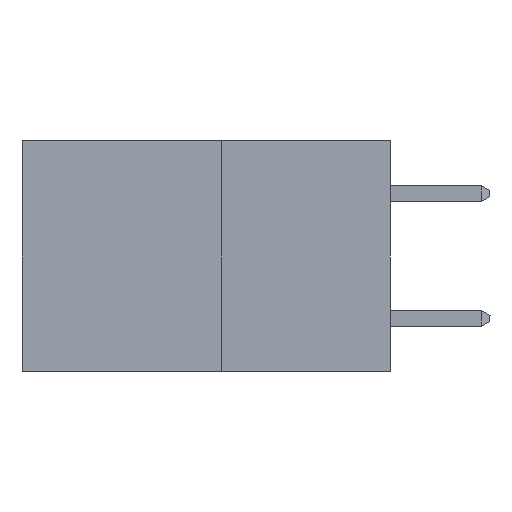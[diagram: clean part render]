
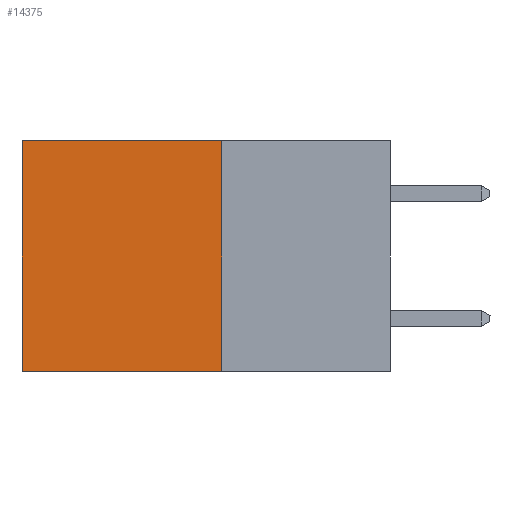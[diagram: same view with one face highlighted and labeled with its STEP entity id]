
A CAD part, left-side view. The second image highlights one B-rep face of the part: STEP entity #14375.
In plain terms, the highlighted planar face has unit normal (-1, 0, 0).
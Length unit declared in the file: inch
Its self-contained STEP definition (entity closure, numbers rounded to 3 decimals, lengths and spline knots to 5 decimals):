
#338 = LINE ( 'NONE', #13429, #5878 ) ;
#572 = VECTOR ( 'NONE', #29689, 39.37008 ) ;
#1301 = CARTESIAN_POINT ( 'NONE',  ( 0.277, 0.59, 0. ) ) ;
#1318 = LINE ( 'NONE', #29881, #572 ) ;
#3961 = DIRECTION ( 'NONE',  ( 0., 1., 0. ) ) ;
#5878 = VECTOR ( 'NONE', #3961, 39.37008 ) ;
#6123 = LINE ( 'NONE', #12543, #13171 ) ;
#7712 = CARTESIAN_POINT ( 'NONE',  ( 0.277, 0.27, -0.37 ) ) ;
#8039 = EDGE_CURVE ( 'NONE', #13752, #8260, #1318, .T. ) ;
#8260 = VERTEX_POINT ( 'NONE', #25132 ) ;
#8792 = EDGE_CURVE ( 'NONE', #25712, #8260, #6123, .T. ) ;
#10581 = VECTOR ( 'NONE', #26056, 39.37008 ) ;
#11768 = EDGE_CURVE ( 'NONE', #12650, #25712, #338, .T. ) ;
#11976 = CARTESIAN_POINT ( 'NONE',  ( 0.277, 0.27, -0.37 ) ) ;
#12486 = PLANE ( 'NONE',  #12729 ) ;
#12502 = DIRECTION ( 'NONE',  ( 0., 0., -1. ) ) ;
#12543 = CARTESIAN_POINT ( 'NONE',  ( 0.277, 0.59, -0.37 ) ) ;
#12650 = VERTEX_POINT ( 'NONE', #27559 ) ;
#12729 = AXIS2_PLACEMENT_3D ( 'NONE', #7712, #29016, #14866 ) ;
#13171 = VECTOR ( 'NONE', #12502, 39.37008 ) ;
#13429 = CARTESIAN_POINT ( 'NONE',  ( 0.277, 0.27, 0. ) ) ;
#13752 = VERTEX_POINT ( 'NONE', #24455 ) ;
#14375 = ADVANCED_FACE ( 'NONE', ( #15868 ), #12486, .F. ) ;
#14866 = DIRECTION ( 'NONE',  ( 0., 0., -1. ) ) ;
#15868 = FACE_OUTER_BOUND ( 'NONE', #17781, .T. ) ;
#16234 = EDGE_CURVE ( 'NONE', #12650, #13752, #21736, .T. ) ;
#17781 = EDGE_LOOP ( 'NONE', ( #28610, #17966, #21959, #23675 ) ) ;
#17966 = ORIENTED_EDGE ( 'NONE', *, *, #8039, .F. ) ;
#21736 = LINE ( 'NONE', #11976, #10581 ) ;
#21959 = ORIENTED_EDGE ( 'NONE', *, *, #16234, .F. ) ;
#23675 = ORIENTED_EDGE ( 'NONE', *, *, #11768, .T. ) ;
#24455 = CARTESIAN_POINT ( 'NONE',  ( 0.277, 0.27, -0.37 ) ) ;
#25132 = CARTESIAN_POINT ( 'NONE',  ( 0.277, 0.59, -0.37 ) ) ;
#25712 = VERTEX_POINT ( 'NONE', #1301 ) ;
#26056 = DIRECTION ( 'NONE',  ( 0., 0., -1. ) ) ;
#27559 = CARTESIAN_POINT ( 'NONE',  ( 0.277, 0.27, 0. ) ) ;
#28610 = ORIENTED_EDGE ( 'NONE', *, *, #8792, .T. ) ;
#29016 = DIRECTION ( 'NONE',  ( 1., 0., 0. ) ) ;
#29689 = DIRECTION ( 'NONE',  ( 0., 1., 0. ) ) ;
#29881 = CARTESIAN_POINT ( 'NONE',  ( 0.277, 0.27, -0.37 ) ) ;
